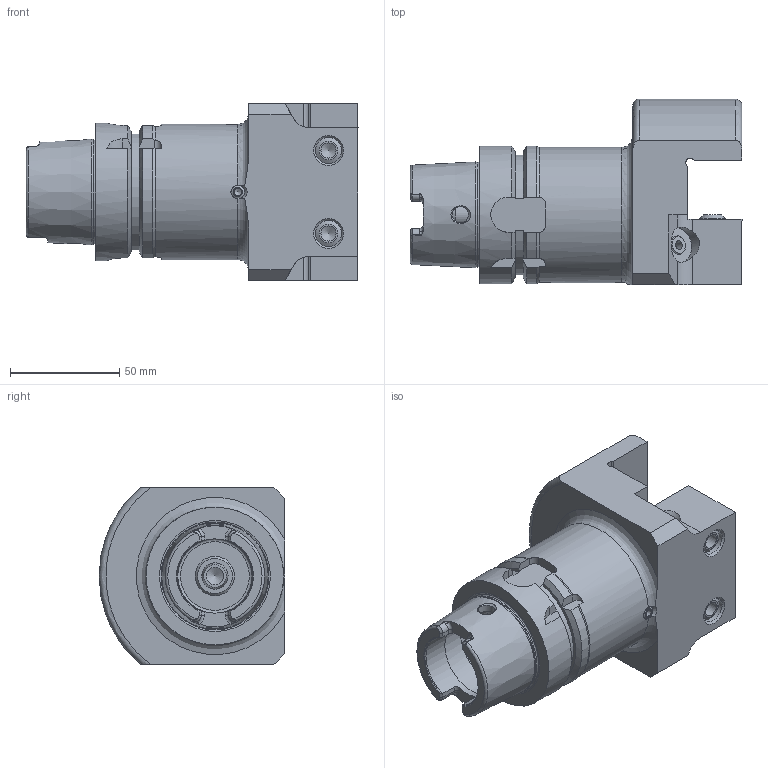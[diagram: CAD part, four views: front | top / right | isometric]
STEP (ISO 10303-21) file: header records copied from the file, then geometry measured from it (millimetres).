
FILE_DESCRIPTION((''),'2;1');
FILE_NAME('590075352120-3D.stp','2021-09-22T16:46:08',('nttooll'),(''),'Autodesk Inventor 2012','Autodesk Inventor 2012','');
FILE_SCHEMA(('AUTOMOTIVE_DESIGN { 1 0 10303 214 1 1 1 1 }'));
Length unit declared in the file: millimetre
Products named in the file (1): 590075352120-3D
Bounding box: 152 x 85 x 81 mm (x, y, z)
Volume: 454708.1 mm3; surface area: 59197.8 mm2
Topology: 1 solids, 2 shells, 225 faces, 580 edges, 369 vertices
Faces by surface type: plane 83, cylinder 69, cone 50, torus 19, sphere 4
Full cylindrical faces by diameter (mm): 2 x1, 2.887 x1, 3.464 x1, 4 x2, 4.3 x2, 5 x3, 5.2 x1, 6 x2, 6.928 x2, 7.5 x2, 8 x1, 10.5 x2, 11.3 x1, 12 x5, 16 x2, 18 x1, 20 x1, 34 x1, 34.5 x1, 40 x1, 48 x1, 62 x1, 63 x1
Entity records: 6854 total; most frequent: CARTESIAN_POINT 1895, DIRECTION 1023, ORIENTED_EDGE 950, EDGE_CURVE 475, AXIS2_PLACEMENT_3D 428, VERTEX_POINT 341, EDGE_LOOP 320, FACE_OUTER_BOUND 225
